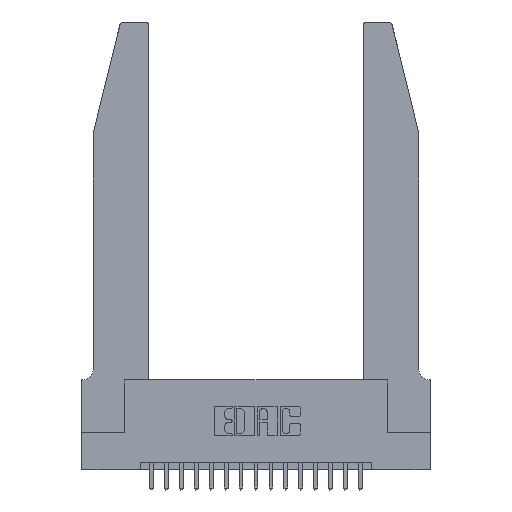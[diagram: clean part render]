
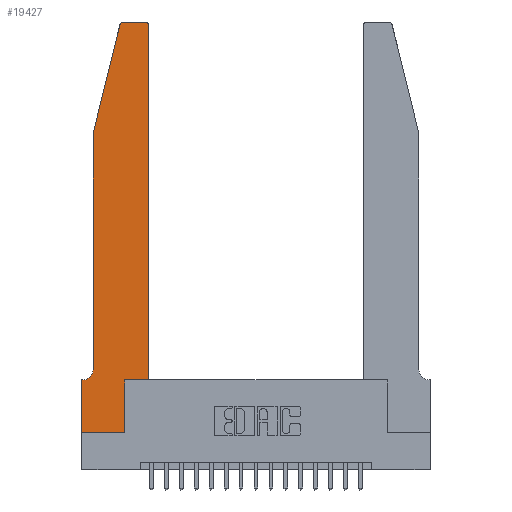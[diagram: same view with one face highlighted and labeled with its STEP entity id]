
A CAD part, top view. The second image highlights one B-rep face of the part: STEP entity #19427.
In plain terms, the highlighted planar face has unit normal (0, 0, 1).
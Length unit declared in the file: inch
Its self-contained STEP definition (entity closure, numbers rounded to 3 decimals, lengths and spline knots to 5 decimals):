
#73 = EDGE_CURVE ( 'NONE', #4531, #14390, #14596, .T. ) ;
#785 = VERTEX_POINT ( 'NONE', #13375 ) ;
#797 = CARTESIAN_POINT ( 'NONE',  ( 0.4505, 0.35, 0.37 ) ) ;
#830 = EDGE_CURVE ( 'NONE', #5724, #9636, #1907, .T. ) ;
#1163 = CARTESIAN_POINT ( 'NONE',  ( 0., 0., 0.37 ) ) ;
#1256 = VECTOR ( 'NONE', #9689, 39.37008 ) ;
#1365 = VECTOR ( 'NONE', #10308, 39.37008 ) ;
#1379 = DIRECTION ( 'NONE',  ( 0., 0., 1. ) ) ;
#1475 = CIRCLE ( 'NONE', #3838, 0.07 ) ;
#1907 = LINE ( 'NONE', #12837, #10169 ) ;
#1954 = CARTESIAN_POINT ( 'NONE',  ( 0.2605, 2.75, 0.37 ) ) ;
#2029 = FACE_OUTER_BOUND ( 'NONE', #12472, .T. ) ;
#2268 = EDGE_CURVE ( 'NONE', #14390, #7184, #9619, .T. ) ;
#3027 = ORIENTED_EDGE ( 'NONE', *, *, #19519, .T. ) ;
#3078 = ORIENTED_EDGE ( 'NONE', *, *, #73, .T. ) ;
#3402 = LINE ( 'NONE', #18507, #7032 ) ;
#3410 = LINE ( 'NONE', #7494, #15343 ) ;
#3838 = AXIS2_PLACEMENT_3D ( 'NONE', #15039, #5690, #16640 ) ;
#4531 = VERTEX_POINT ( 'NONE', #5248 ) ;
#4539 = CARTESIAN_POINT ( 'NONE',  ( 0.4505, 2.72, 0.37 ) ) ;
#4772 = DIRECTION ( 'NONE',  ( 0., 0., 1. ) ) ;
#4899 = ORIENTED_EDGE ( 'NONE', *, *, #9175, .T. ) ;
#5248 = CARTESIAN_POINT ( 'NONE',  ( 0.25487, 2.72718, 0.37 ) ) ;
#5509 = CIRCLE ( 'NONE', #5888, 0.03 ) ;
#5690 = DIRECTION ( 'NONE',  ( 0., 0., -1. ) ) ;
#5724 = VERTEX_POINT ( 'NONE', #797 ) ;
#5752 = CARTESIAN_POINT ( 'NONE',  ( 0.284, 2.75, 0.37 ) ) ;
#5844 = ORIENTED_EDGE ( 'NONE', *, *, #8056, .T. ) ;
#5888 = AXIS2_PLACEMENT_3D ( 'NONE', #14121, #4772, #15675 ) ;
#5907 = DIRECTION ( 'NONE',  ( 1., 0., 0. ) ) ;
#6246 = CARTESIAN_POINT ( 'NONE',  ( 0.2865, 0.35, 0.37 ) ) ;
#7032 = VECTOR ( 'NONE', #10704, 39.37008 ) ;
#7184 = VERTEX_POINT ( 'NONE', #12628 ) ;
#7494 = CARTESIAN_POINT ( 'NONE',  ( 0., 0., 0.37 ) ) ;
#7565 = CARTESIAN_POINT ( 'NONE',  ( 0., 0.35, 0.37 ) ) ;
#7775 = CARTESIAN_POINT ( 'NONE',  ( 0.0755, 0.35, 0.37 ) ) ;
#8056 = EDGE_CURVE ( 'NONE', #11005, #16549, #17367, .T. ) ;
#8681 = ORIENTED_EDGE ( 'NONE', *, *, #17316, .T. ) ;
#8814 = CARTESIAN_POINT ( 'NONE',  ( 0.0755, 2., 0.37 ) ) ;
#8840 = LINE ( 'NONE', #7775, #16687 ) ;
#9055 = EDGE_CURVE ( 'NONE', #11669, #12384, #3410, .T. ) ;
#9175 = EDGE_CURVE ( 'NONE', #12384, #12512, #13379, .T. ) ;
#9181 = CARTESIAN_POINT ( 'NONE',  ( 0.4205, 2.72, 0.37 ) ) ;
#9315 = DIRECTION ( 'NONE',  ( -1., 0., 0. ) ) ;
#9619 = LINE ( 'NONE', #8814, #1365 ) ;
#9636 = VERTEX_POINT ( 'NONE', #4539 ) ;
#9689 = DIRECTION ( 'NONE',  ( -1., 0., 0. ) ) ;
#9712 = VECTOR ( 'NONE', #17194, 39.37008 ) ;
#9732 = CARTESIAN_POINT ( 'NONE',  ( 0.0755, 2., 0.37 ) ) ;
#10169 = VECTOR ( 'NONE', #10283, 39.37008 ) ;
#10283 = DIRECTION ( 'NONE',  ( 0., 1., 0. ) ) ;
#10301 = CIRCLE ( 'NONE', #12576, 0.03 ) ;
#10308 = DIRECTION ( 'NONE',  ( 0., -1., 0. ) ) ;
#10472 = DIRECTION ( 'NONE',  ( 0., -1., 0. ) ) ;
#10704 = DIRECTION ( 'NONE',  ( 1., 0., 0. ) ) ;
#10753 = DIRECTION ( 'NONE',  ( 1., 0., 0. ) ) ;
#11005 = VERTEX_POINT ( 'NONE', #17959 ) ;
#11669 = VERTEX_POINT ( 'NONE', #19496 ) ;
#12062 = VERTEX_POINT ( 'NONE', #15932 ) ;
#12251 = DIRECTION ( 'NONE',  ( 1., 0., 0. ) ) ;
#12384 = VERTEX_POINT ( 'NONE', #19950 ) ;
#12426 = CARTESIAN_POINT ( 'NONE',  ( 0.2865, 0.35, 0.37 ) ) ;
#12472 = EDGE_LOOP ( 'NONE', ( #5844, #8681, #3078, #16454, #16565, #3027, #12644, #16905, #4899, #18374, #15790, #16667 ) ) ;
#12512 = VERTEX_POINT ( 'NONE', #12426 ) ;
#12576 = AXIS2_PLACEMENT_3D ( 'NONE', #9181, #20113, #10753 ) ;
#12628 = CARTESIAN_POINT ( 'NONE',  ( 0.0755, 0.42, 0.37 ) ) ;
#12644 = ORIENTED_EDGE ( 'NONE', *, *, #17747, .T. ) ;
#12837 = CARTESIAN_POINT ( 'NONE',  ( 0.4505, 0.35, 0.37 ) ) ;
#13020 = EDGE_CURVE ( 'NONE', #12512, #5724, #3402, .T. ) ;
#13069 = CARTESIAN_POINT ( 'NONE',  ( 0.0755, 2., 0.37 ) ) ;
#13375 = CARTESIAN_POINT ( 'NONE',  ( 0., 0.35, 0.37 ) ) ;
#13379 = LINE ( 'NONE', #6246, #9712 ) ;
#13630 = AXIS2_PLACEMENT_3D ( 'NONE', #7565, #1379, #12251 ) ;
#13763 = PLANE ( 'NONE',  #13630 ) ;
#14032 = DIRECTION ( 'NONE',  ( -0.239, -0.971, 0. ) ) ;
#14121 = CARTESIAN_POINT ( 'NONE',  ( 0.284, 2.72, 0.37 ) ) ;
#14282 = LINE ( 'NONE', #1163, #18456 ) ;
#14390 = VERTEX_POINT ( 'NONE', #9732 ) ;
#14596 = LINE ( 'NONE', #13069, #19258 ) ;
#15039 = CARTESIAN_POINT ( 'NONE',  ( 0.0055, 0.42, 0.37 ) ) ;
#15343 = VECTOR ( 'NONE', #5907, 39.37008 ) ;
#15675 = DIRECTION ( 'NONE',  ( 1., 0., 0. ) ) ;
#15790 = ORIENTED_EDGE ( 'NONE', *, *, #830, .T. ) ;
#15932 = CARTESIAN_POINT ( 'NONE',  ( 0.0055, 0.35, 0.37 ) ) ;
#16454 = ORIENTED_EDGE ( 'NONE', *, *, #2268, .T. ) ;
#16549 = VERTEX_POINT ( 'NONE', #5752 ) ;
#16565 = ORIENTED_EDGE ( 'NONE', *, *, #19919, .T. ) ;
#16640 = DIRECTION ( 'NONE',  ( -1., 0., 0. ) ) ;
#16667 = ORIENTED_EDGE ( 'NONE', *, *, #19435, .T. ) ;
#16687 = VECTOR ( 'NONE', #9315, 39.37008 ) ;
#16905 = ORIENTED_EDGE ( 'NONE', *, *, #9055, .T. ) ;
#17194 = DIRECTION ( 'NONE',  ( 0., 1., 0. ) ) ;
#17316 = EDGE_CURVE ( 'NONE', #16549, #4531, #5509, .T. ) ;
#17367 = LINE ( 'NONE', #1954, #1256 ) ;
#17747 = EDGE_CURVE ( 'NONE', #785, #11669, #14282, .T. ) ;
#17959 = CARTESIAN_POINT ( 'NONE',  ( 0.4205, 2.75, 0.37 ) ) ;
#18374 = ORIENTED_EDGE ( 'NONE', *, *, #13020, .T. ) ;
#18456 = VECTOR ( 'NONE', #10472, 39.37008 ) ;
#18507 = CARTESIAN_POINT ( 'NONE',  ( 0.4505, 0.35, 0.37 ) ) ;
#19258 = VECTOR ( 'NONE', #14032, 39.37008 ) ;
#19427 = ADVANCED_FACE ( 'NONE', ( #2029 ), #13763, .T. ) ;
#19435 = EDGE_CURVE ( 'NONE', #9636, #11005, #10301, .T. ) ;
#19496 = CARTESIAN_POINT ( 'NONE',  ( 0., 0., 0.37 ) ) ;
#19519 = EDGE_CURVE ( 'NONE', #12062, #785, #8840, .T. ) ;
#19919 = EDGE_CURVE ( 'NONE', #7184, #12062, #1475, .T. ) ;
#19950 = CARTESIAN_POINT ( 'NONE',  ( 0.2865, 0., 0.37 ) ) ;
#20113 = DIRECTION ( 'NONE',  ( 0., 0., 1. ) ) ;
